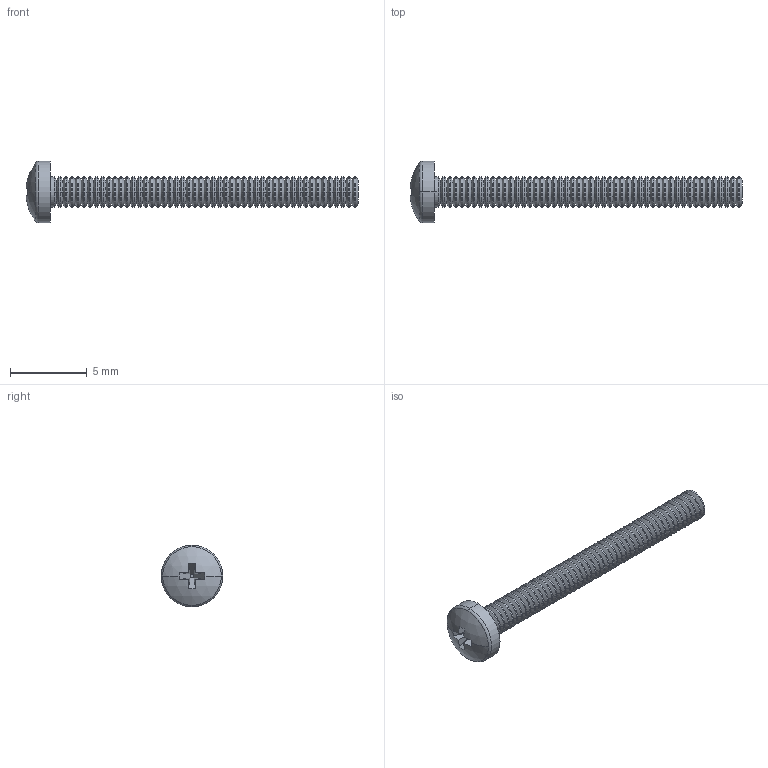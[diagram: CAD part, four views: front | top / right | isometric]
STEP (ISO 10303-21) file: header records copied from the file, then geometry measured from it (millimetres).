
FILE_DESCRIPTION (( 'STEP AP203' ), '1' );
FILE_NAME ('pan cross head_am_B18.6.7M - M2 x 0.4 x 20 Type I Cross Recessed PHMS --20S_sldprt.STEP', '2022-06-04T22:41:20', ( '' ), ( '' ), 'SwSTEP 2.0', 'SolidWorks 2021', '' );
FILE_SCHEMA (( 'CONFIG_CONTROL_DESIGN' ));
Length unit declared in the file: millimetre
Products named in the file (1): pan cross head_am_B18.6.7M - M2 x 0.4 x 20 Type I Cross Recessed PHMS --20S_sldprt
Bounding box: 21.58 x 4 x 4 mm (x, y, z)
Volume: 67.7 mm3; surface area: 219.3 mm2
Topology: 1 solids, 1 shells, 319 faces, 840 edges, 524 vertices
Faces by surface type: cone 198, cylinder 102, plane 15, torus 2, sphere 2
Entity records: 10091 total; most frequent: DIRECTION 2004, CARTESIAN_POINT 1684, ORIENTED_EDGE 1680, AXIS2_PLACEMENT_3D 844, EDGE_CURVE 840, VERTEX_POINT 524, CIRCLE 524, EDGE_LOOP 320
